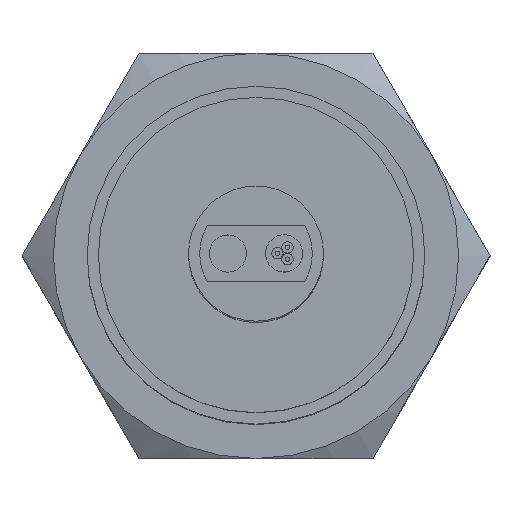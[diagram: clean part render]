
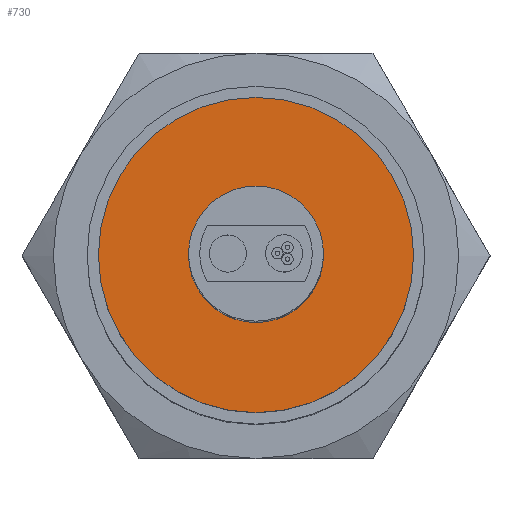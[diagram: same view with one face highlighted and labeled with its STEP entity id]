
A CAD part, top view. The second image highlights one B-rep face of the part: STEP entity #730.
In plain terms, the highlighted face is planar.
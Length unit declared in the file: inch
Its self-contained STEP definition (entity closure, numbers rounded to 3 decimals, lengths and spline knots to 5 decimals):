
#10 = AXIS2_PLACEMENT_3D ( 'NONE', #1127, #669, #192 ) ;
#184 = DIRECTION ( 'NONE',  ( -1., 0., 0. ) ) ;
#186 = EDGE_LOOP ( 'NONE', ( #208 ) ) ;
#192 = DIRECTION ( 'NONE',  ( -1., 0., 0. ) ) ;
#208 = ORIENTED_EDGE ( 'NONE', *, *, #1197, .F. ) ;
#292 = VERTEX_POINT ( 'NONE', #1895 ) ;
#305 = DIRECTION ( 'NONE',  ( 1., 0., 0. ) ) ;
#315 = DIRECTION ( 'NONE',  ( 0., 1., 0. ) ) ;
#349 = CARTESIAN_POINT ( 'NONE',  ( 0., 0.40448, 0. ) ) ;
#467 = PLANE ( 'NONE',  #634 ) ;
#503 = EDGE_LOOP ( 'NONE', ( #1924 ) ) ;
#634 = AXIS2_PLACEMENT_3D ( 'NONE', #1277, #315, #305 ) ;
#669 = DIRECTION ( 'NONE',  ( 0., -1., 0. ) ) ;
#730 = ADVANCED_FACE ( 'NONE', ( #791, #1740 ), #467, .F. ) ;
#791 = FACE_OUTER_BOUND ( 'NONE', #503, .T. ) ;
#1127 = CARTESIAN_POINT ( 'NONE',  ( 0., 0.40448, 0. ) ) ;
#1197 = EDGE_CURVE ( 'NONE', #1715, #1715, #1402, .T. ) ;
#1277 = CARTESIAN_POINT ( 'NONE',  ( 0., 0.40448, -0.55118 ) ) ;
#1331 = AXIS2_PLACEMENT_3D ( 'NONE', #349, #1623, #184 ) ;
#1355 = EDGE_CURVE ( 'NONE', #292, #292, #1579, .T. ) ;
#1402 = CIRCLE ( 'NONE', #10, 0.23622 ) ;
#1579 = CIRCLE ( 'NONE', #1331, 0.55118 ) ;
#1623 = DIRECTION ( 'NONE',  ( 0., 1., 0. ) ) ;
#1715 = VERTEX_POINT ( 'NONE', #1859 ) ;
#1740 = FACE_BOUND ( 'NONE', #186, .T. ) ;
#1859 = CARTESIAN_POINT ( 'NONE',  ( -0.23622, 0.40448, 0. ) ) ;
#1895 = CARTESIAN_POINT ( 'NONE',  ( -0.55118, 0.40448, 0. ) ) ;
#1924 = ORIENTED_EDGE ( 'NONE', *, *, #1355, .F. ) ;
